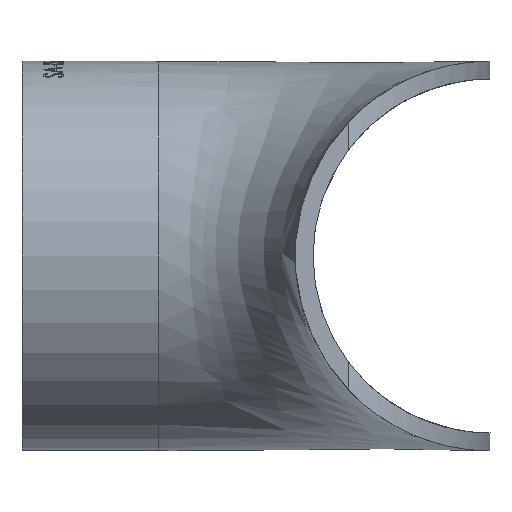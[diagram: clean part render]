
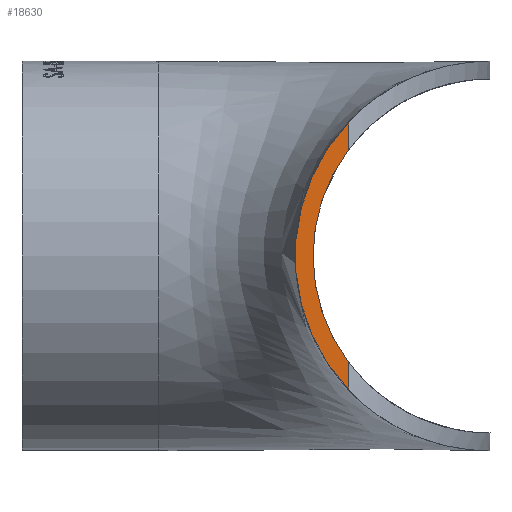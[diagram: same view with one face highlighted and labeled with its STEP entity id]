
A CAD part, left-side view. The second image highlights one B-rep face of the part: STEP entity #18630.
In plain terms, the highlighted planar face has unit normal (-1, 0, 0).
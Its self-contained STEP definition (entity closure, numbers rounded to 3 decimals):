
#237 = CARTESIAN_POINT ( 'NONE',  ( -50., 0., 0. ) ) ;
#825 = VERTEX_POINT ( 'NONE', #7827 ) ;
#1589 = VECTOR ( 'NONE', #19087, 1000. ) ;
#2330 = EDGE_LOOP ( 'NONE', ( #11087, #12495, #4872, #6046 ) ) ;
#3528 = VERTEX_POINT ( 'NONE', #18804 ) ;
#3722 = DIRECTION ( 'NONE',  ( 1., 0., 0. ) ) ;
#4600 = DIRECTION ( 'NONE',  ( 1., 0., 0. ) ) ;
#4872 = ORIENTED_EDGE ( 'NONE', *, *, #5901, .T. ) ;
#5194 = DIRECTION ( 'NONE',  ( 0., 0., -1. ) ) ;
#5677 = VECTOR ( 'NONE', #9334, 1000. ) ;
#5901 = EDGE_CURVE ( 'NONE', #825, #3528, #9898, .T. ) ;
#6046 = ORIENTED_EDGE ( 'NONE', *, *, #19910, .F. ) ;
#6052 = CARTESIAN_POINT ( 'NONE',  ( -50., 20.672, 29.146 ) ) ;
#6441 = DIRECTION ( 'NONE',  ( 1., 0., 0. ) ) ;
#6581 = LINE ( 'NONE', #15908, #1589 ) ;
#7034 = CARTESIAN_POINT ( 'NONE',  ( -50., 20.672, -19.619 ) ) ;
#7827 = CARTESIAN_POINT ( 'NONE',  ( -50., 20.672, 15.604 ) ) ;
#8565 = CARTESIAN_POINT ( 'NONE',  ( -50., 0., 0. ) ) ;
#9334 = DIRECTION ( 'NONE',  ( 0., 0., 1. ) ) ;
#9353 = VERTEX_POINT ( 'NONE', #7034 ) ;
#9898 = LINE ( 'NONE', #6052, #5677 ) ;
#10949 = AXIS2_PLACEMENT_3D ( 'NONE', #237, #6441, #14726 ) ;
#11087 = ORIENTED_EDGE ( 'NONE', *, *, #18347, .T. ) ;
#11405 = PLANE ( 'NONE',  #10949 ) ;
#12452 = FACE_OUTER_BOUND ( 'NONE', #2330, .T. ) ;
#12495 = ORIENTED_EDGE ( 'NONE', *, *, #17442, .T. ) ;
#12657 = CIRCLE ( 'NONE', #18993, 28.5 ) ;
#13527 = VERTEX_POINT ( 'NONE', #17837 ) ;
#14071 = DIRECTION ( 'NONE',  ( 0., 0., -1. ) ) ;
#14726 = DIRECTION ( 'NONE',  ( 0., 0., -1. ) ) ;
#15908 = CARTESIAN_POINT ( 'NONE',  ( -50., 20.672, 29.146 ) ) ;
#16879 = AXIS2_PLACEMENT_3D ( 'NONE', #8565, #3722, #5194 ) ;
#17442 = EDGE_CURVE ( 'NONE', #13527, #825, #18598, .T. ) ;
#17837 = CARTESIAN_POINT ( 'NONE',  ( -50., 20.672, -15.604 ) ) ;
#18347 = EDGE_CURVE ( 'NONE', #9353, #13527, #6581, .T. ) ;
#18598 = CIRCLE ( 'NONE', #16879, 25.9 ) ;
#18630 = ADVANCED_FACE ( 'NONE', ( #12452 ), #11405, .F. ) ;
#18804 = CARTESIAN_POINT ( 'NONE',  ( -50., 20.672, 19.619 ) ) ;
#18993 = AXIS2_PLACEMENT_3D ( 'NONE', #20468, #4600, #14071 ) ;
#19087 = DIRECTION ( 'NONE',  ( 0., 0., 1. ) ) ;
#19910 = EDGE_CURVE ( 'NONE', #9353, #3528, #12657, .T. ) ;
#20468 = CARTESIAN_POINT ( 'NONE',  ( -50., 0., 0. ) ) ;
